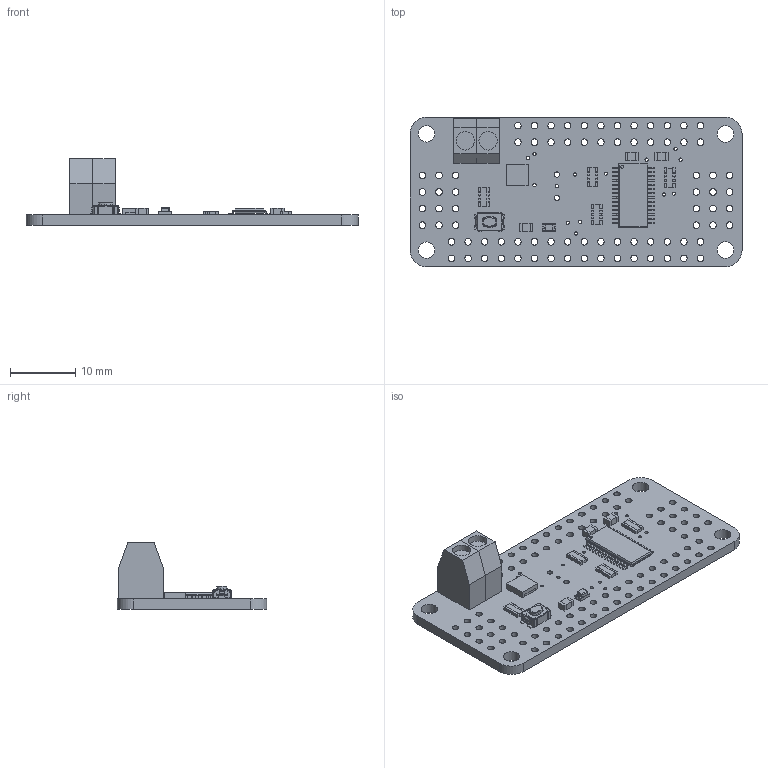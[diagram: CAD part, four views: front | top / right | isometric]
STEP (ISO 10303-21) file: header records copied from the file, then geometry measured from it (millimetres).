
FILE_DESCRIPTION(/* description */ (''),/* implementation_level */ '2;1');
FILE_NAME(/* name */ 'PCB Component.step',/* time_stamp */ '2020-09-21T15:32:00-04:00',/* author */ (''),/* organization */ (''),/* preprocessor_version */ 'ST-DEVELOPER v18.1',/* originating_system */ 'Autodesk Translation Framework v9.3.0.1241',/* authorisation */ '');
FILE_SCHEMA (('AUTOMOTIVE_DESIGN { 1 0 10303 214 3 1 1 }'));
Length unit declared in the file: millimetre
Products named in the file (9): PCB Component; Board; PCA9685; 470; TERMBLOCK_1X2-3.5MM; AON7401; GREEN; 10K; BTN_KMR2_4.6X2.8
Assembly tree (13 placements, depth 2):
  PCB Component
    Board
    PCA9685
    470  x3
    TERMBLOCK_1X2-3.5MM
    AON7401
    GREEN
    10K  x4
    BTN_KMR2_4.6X2.8
Bounding box: 50.8 x 22.86 x 10.17 mm (x, y, z)
Volume: 2067 mm3; surface area: 3731.6 mm2
Topology: 47 solids, 47 shells, 1219 faces, 3317 edges, 2182 vertices
Faces by surface type: plane 867, cylinder 318, bspline 18, torus 6, cone 6, sphere 4
Full cylindrical faces by diameter (mm): 0.45 x1, 0.5 x23, 0.813 x2, 1 x82, 2.5 x2, 2.54 x2, 2.8 x2
Entity records: 33756 total; most frequent: CARTESIAN_POINT 6996, ORIENTED_EDGE 5398, DIRECTION 5307, EDGE_CURVE 2699, LINE 2013, VECTOR 2013, VERTEX_POINT 1774, AXIS2_PLACEMENT_3D 1647
